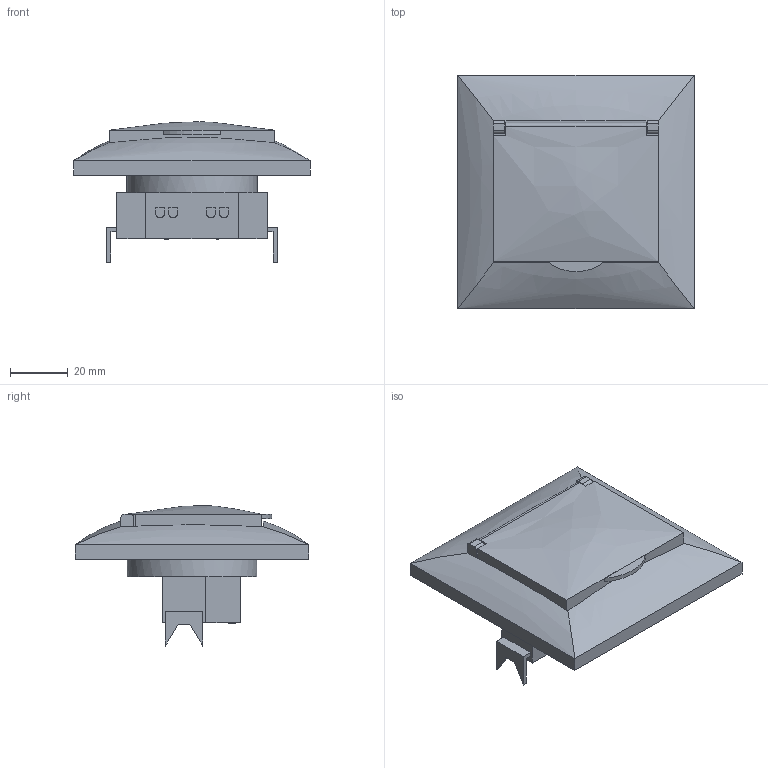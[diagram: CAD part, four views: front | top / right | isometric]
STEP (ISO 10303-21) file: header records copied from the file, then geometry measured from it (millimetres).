
FILE_DESCRIPTION (( 'STEP AP203' ), '1' );
FILE_NAME ('0.STEP', '2016-11-23T11:43:13', ( '' ), ( '' ), 'SwSTEP 2.0', 'SolidWorks 2014', '' );
FILE_SCHEMA (( 'CONFIG_CONTROL_DESIGN' ));
Length unit declared in the file: millimetre
Products named in the file (1): 0
Bounding box: 81.5 x 80.5 x 48.39 mm (x, y, z)
Volume: 67201.5 mm3; surface area: 37799.2 mm2
Topology: 2 solids, 4 shells, 235 faces, 613 edges, 404 vertices
Faces by surface type: plane 145, cylinder 61, bspline 28, torus 1
Full cylindrical faces by diameter (mm): 1 x2, 1.2 x2, 4 x4, 5.5 x4, 38 x1, 45 x1
Entity records: 9441 total; most frequent: CARTESIAN_POINT 3797, ORIENTED_EDGE 1184, DIRECTION 1041, EDGE_CURVE 592, VERTEX_POINT 398, VECTOR 373, LINE 373, AXIS2_PLACEMENT_3D 334
